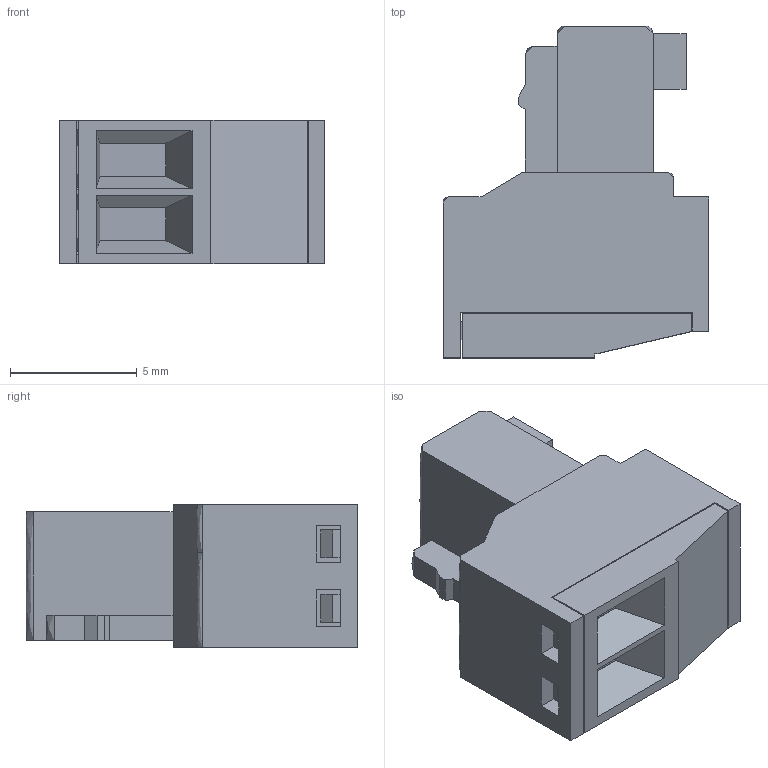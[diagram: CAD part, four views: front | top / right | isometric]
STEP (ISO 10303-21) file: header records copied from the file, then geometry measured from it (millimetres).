
FILE_DESCRIPTION( ('This file contains a STEP AP42 implementation' ,'as created by ZW3D STEP Interface translator.') ,'2;1' );
FILE_NAME( 'WJ15EDGK-2.54-02P.stp' ,'23 129.1354 3', (''), ('ZWCAD Software Co.'), 'Version 1.0', 'ZW3D to STEP translator', '' );
FILE_SCHEMA(('AUTOMOTIVE_DESIGN'));
Length unit declared in the file: millimetre
Products named in the file (2): 0; WJ15EDGK-2.54-04P
Bounding box: 10.5 x 13.1 x 5.68 mm (x, y, z)
Volume: 476.6 mm3; surface area: 644.1 mm2
Topology: 1 solids, 1 shells, 285 faces, 799 edges, 515 vertices
Faces by surface type: bspline 285
Entity records: 9941 total; most frequent: CARTESIAN_POINT 5023, ORIENTED_EDGE 1594, EDGE_CURVE 797, B_SPLINE_CURVE_WITH_KNOTS 618, VERTEX_POINT 515, EDGE_LOOP 306, FACE_OUTER_BOUND 285, ADVANCED_FACE 285
